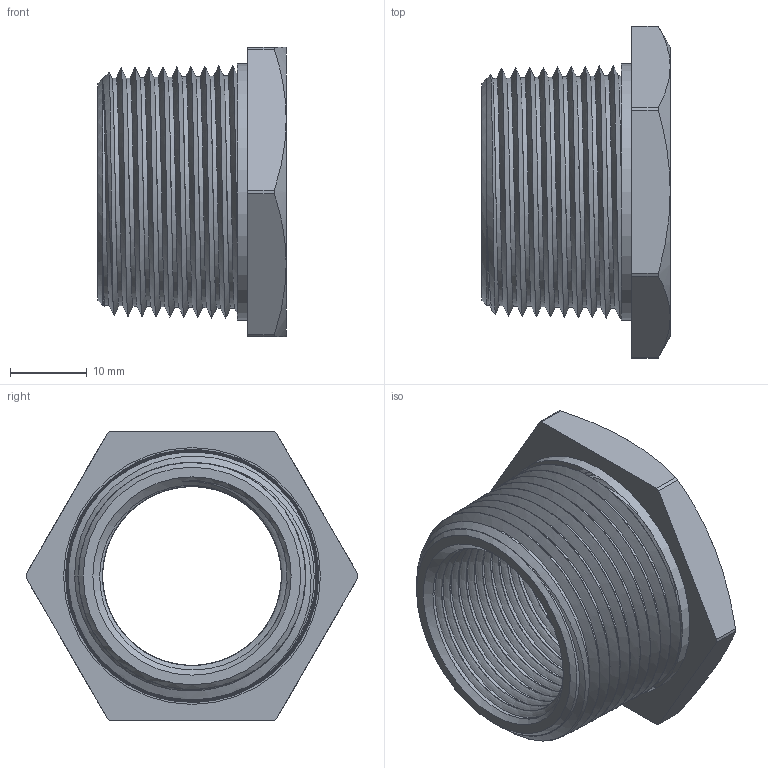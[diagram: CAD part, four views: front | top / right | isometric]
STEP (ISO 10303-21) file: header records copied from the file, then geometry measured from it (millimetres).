
FILE_DESCRIPTION(/* description */ ('Adapter Metall Ex NPT 1" / M25x1,5'),/* implementation_level */ '2;1');
FILE_NAME(/* name */ 'RX740739-RST.stp',/* time_stamp */ '2021-09-01T08:24:00+02:00',/* author */ ('sl'),/* organization */ (''),/* preprocessor_version */ 'ST-DEVELOPER v16.5',/* originating_system */ 'Autodesk Inventor 2017',/* authorisation */ '');
FILE_SCHEMA (('AUTOMOTIVE_DESIGN { 1 0 10303 214 3 1 1 }'));
Length unit declared in the file: millimetre
Products named in the file (1): RX740734
Bounding box: 24.5 x 43.16 x 37.6 mm (x, y, z)
Volume: 9340.6 mm3; surface area: 10371.6 mm2
Topology: 1 solids, 1 shells, 37 faces, 93 edges, 60 vertices
Faces by surface type: cone 12, plane 10, cylinder 9, bspline 6
Full cylindrical faces by diameter (mm): 33.38 x1
Entity records: 7080 total; most frequent: CARTESIAN_POINT 6286, ORIENTED_EDGE 162, DIRECTION 144, EDGE_CURVE 81, AXIS2_PLACEMENT_3D 63, VERTEX_POINT 54, EDGE_LOOP 45, FACE_OUTER_BOUND 36
